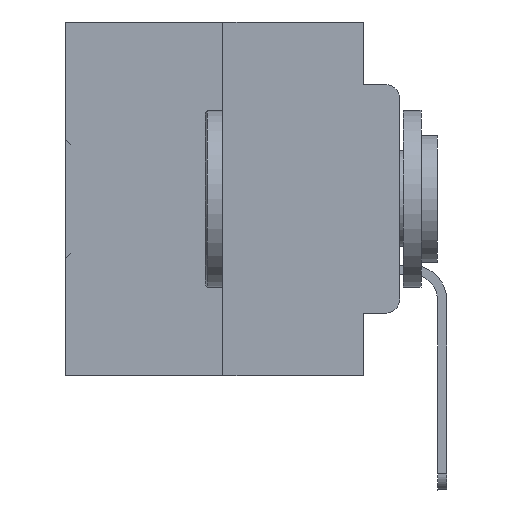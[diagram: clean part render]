
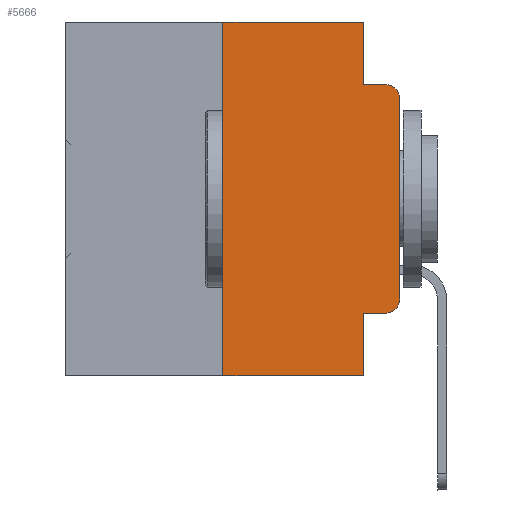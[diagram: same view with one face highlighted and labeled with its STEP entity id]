
A CAD part, left-side view. The second image highlights one B-rep face of the part: STEP entity #5666.
In plain terms, the highlighted planar face has unit normal (-1, 0, 0).
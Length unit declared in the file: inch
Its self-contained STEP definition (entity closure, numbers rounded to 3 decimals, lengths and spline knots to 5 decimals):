
#311 = DIRECTION ( 'NONE',  ( 0., 0., 1. ) ) ;
#788 = VERTEX_POINT ( 'NONE', #15933 ) ;
#1164 = CARTESIAN_POINT ( 'NONE',  ( 0., 0.051, -0.0885 ) ) ;
#1919 = ORIENTED_EDGE ( 'NONE', *, *, #32142, .T. ) ;
#2904 = DIRECTION ( 'NONE',  ( 0., -1., 0. ) ) ;
#3067 = AXIS2_PLACEMENT_3D ( 'NONE', #30350, #8689, #22595 ) ;
#3235 = ORIENTED_EDGE ( 'NONE', *, *, #29011, .T. ) ;
#4814 = LINE ( 'NONE', #13302, #16879 ) ;
#4853 = CARTESIAN_POINT ( 'NONE',  ( 0., 0.25, 0. ) ) ;
#5085 = CARTESIAN_POINT ( 'NONE',  ( 0., 0.473, -0.5 ) ) ;
#5194 = ORIENTED_EDGE ( 'NONE', *, *, #28999, .F. ) ;
#5282 = CARTESIAN_POINT ( 'NONE',  ( 0., 0.25, -0.5 ) ) ;
#5666 = ADVANCED_FACE ( 'NONE', ( #15832 ), #21409, .F. ) ;
#5993 = LINE ( 'NONE', #16650, #27139 ) ;
#6010 = CARTESIAN_POINT ( 'NONE',  ( 0., 0.051, 0. ) ) ;
#6386 = VECTOR ( 'NONE', #30541, 39.37008 ) ;
#7255 = LINE ( 'NONE', #23155, #23962 ) ;
#7544 = AXIS2_PLACEMENT_3D ( 'NONE', #32422, #13962, #19199 ) ;
#8310 = VERTEX_POINT ( 'NONE', #13424 ) ;
#8629 = ORIENTED_EDGE ( 'NONE', *, *, #29862, .F. ) ;
#8689 = DIRECTION ( 'NONE',  ( -1., 0., 0. ) ) ;
#8904 = LINE ( 'NONE', #22432, #6386 ) ;
#9767 = LINE ( 'NONE', #27078, #19762 ) ;
#10697 = VERTEX_POINT ( 'NONE', #30917 ) ;
#11285 = VERTEX_POINT ( 'NONE', #35007 ) ;
#11343 = DIRECTION ( 'NONE',  ( 0., 0., -1. ) ) ;
#11417 = DIRECTION ( 'NONE',  ( 0., -1., 0. ) ) ;
#11872 = AXIS2_PLACEMENT_3D ( 'NONE', #30460, #25074, #11343 ) ;
#12188 = CARTESIAN_POINT ( 'NONE',  ( 0., 0., -0.1085 ) ) ;
#12370 = ORIENTED_EDGE ( 'NONE', *, *, #25517, .T. ) ;
#12441 = CIRCLE ( 'NONE', #11872, 0.02 ) ;
#12451 = VERTEX_POINT ( 'NONE', #4853 ) ;
#12965 = ORIENTED_EDGE ( 'NONE', *, *, #25691, .T. ) ;
#13302 = CARTESIAN_POINT ( 'NONE',  ( 0., 0.051, 0. ) ) ;
#13424 = CARTESIAN_POINT ( 'NONE',  ( 0., 0.02, -0.0885 ) ) ;
#13962 = DIRECTION ( 'NONE',  ( 1., 0., 0. ) ) ;
#14137 = VERTEX_POINT ( 'NONE', #31625 ) ;
#14799 = EDGE_CURVE ( 'NONE', #15155, #12451, #32814, .T. ) ;
#15105 = ORIENTED_EDGE ( 'NONE', *, *, #18937, .T. ) ;
#15155 = VERTEX_POINT ( 'NONE', #5282 ) ;
#15239 = VERTEX_POINT ( 'NONE', #6010 ) ;
#15376 = DIRECTION ( 'NONE',  ( 0., 0., -1. ) ) ;
#15832 = FACE_OUTER_BOUND ( 'NONE', #22484, .T. ) ;
#15847 = DIRECTION ( 'NONE',  ( 0., 0., -1. ) ) ;
#15933 = CARTESIAN_POINT ( 'NONE',  ( 0., 0.02, -0.4115 ) ) ;
#16592 = ORIENTED_EDGE ( 'NONE', *, *, #22492, .F. ) ;
#16650 = CARTESIAN_POINT ( 'NONE',  ( 0., 0.473, 0. ) ) ;
#16879 = VECTOR ( 'NONE', #15847, 39.37008 ) ;
#18245 = VERTEX_POINT ( 'NONE', #12188 ) ;
#18937 = EDGE_CURVE ( 'NONE', #788, #14137, #34790, .T. ) ;
#19199 = DIRECTION ( 'NONE',  ( 0., 0., -1. ) ) ;
#19762 = VECTOR ( 'NONE', #15376, 39.37008 ) ;
#19770 = EDGE_CURVE ( 'NONE', #15239, #11285, #4814, .T. ) ;
#19874 = VECTOR ( 'NONE', #2904, 39.37008 ) ;
#20871 = VECTOR ( 'NONE', #28803, 39.37008 ) ;
#21409 = PLANE ( 'NONE',  #7544 ) ;
#22343 = CARTESIAN_POINT ( 'NONE',  ( 0., 0.051, -0.5 ) ) ;
#22432 = CARTESIAN_POINT ( 'NONE',  ( 0., 0., 0. ) ) ;
#22434 = LINE ( 'NONE', #5085, #19874 ) ;
#22484 = EDGE_LOOP ( 'NONE', ( #3235, #12965, #8629, #29665, #5194, #33616, #1919, #16592, #12370, #15105 ) ) ;
#22492 = EDGE_CURVE ( 'NONE', #10697, #29956, #9767, .T. ) ;
#22595 = DIRECTION ( 'NONE',  ( 0., 0., -1. ) ) ;
#23155 = CARTESIAN_POINT ( 'NONE',  ( 0., 0.051, -0.4115 ) ) ;
#23409 = LINE ( 'NONE', #1164, #20871 ) ;
#23604 = VECTOR ( 'NONE', #311, 39.37008 ) ;
#23962 = VECTOR ( 'NONE', #29272, 39.37008 ) ;
#25074 = DIRECTION ( 'NONE',  ( -1., 0., 0. ) ) ;
#25517 = EDGE_CURVE ( 'NONE', #10697, #788, #7255, .T. ) ;
#25691 = EDGE_CURVE ( 'NONE', #18245, #8310, #12441, .T. ) ;
#27078 = CARTESIAN_POINT ( 'NONE',  ( 0., 0.051, 0. ) ) ;
#27139 = VECTOR ( 'NONE', #11417, 39.37008 ) ;
#28803 = DIRECTION ( 'NONE',  ( 0., -1., 0. ) ) ;
#28999 = EDGE_CURVE ( 'NONE', #12451, #15239, #5993, .T. ) ;
#29011 = EDGE_CURVE ( 'NONE', #14137, #18245, #8904, .T. ) ;
#29272 = DIRECTION ( 'NONE',  ( 0., -1., 0. ) ) ;
#29665 = ORIENTED_EDGE ( 'NONE', *, *, #19770, .F. ) ;
#29862 = EDGE_CURVE ( 'NONE', #11285, #8310, #23409, .T. ) ;
#29956 = VERTEX_POINT ( 'NONE', #22343 ) ;
#30350 = CARTESIAN_POINT ( 'NONE',  ( 0., 0.02, -0.3915 ) ) ;
#30460 = CARTESIAN_POINT ( 'NONE',  ( 0., 0.02, -0.1085 ) ) ;
#30541 = DIRECTION ( 'NONE',  ( 0., 0., 1. ) ) ;
#30917 = CARTESIAN_POINT ( 'NONE',  ( 0., 0.051, -0.4115 ) ) ;
#31322 = CARTESIAN_POINT ( 'NONE',  ( 0., 0.25, 0. ) ) ;
#31625 = CARTESIAN_POINT ( 'NONE',  ( 0., 0., -0.3915 ) ) ;
#32142 = EDGE_CURVE ( 'NONE', #15155, #29956, #22434, .T. ) ;
#32422 = CARTESIAN_POINT ( 'NONE',  ( 0., 0.473, 0. ) ) ;
#32814 = LINE ( 'NONE', #31322, #23604 ) ;
#33616 = ORIENTED_EDGE ( 'NONE', *, *, #14799, .F. ) ;
#34790 = CIRCLE ( 'NONE', #3067, 0.02 ) ;
#35007 = CARTESIAN_POINT ( 'NONE',  ( 0., 0.051, -0.0885 ) ) ;
